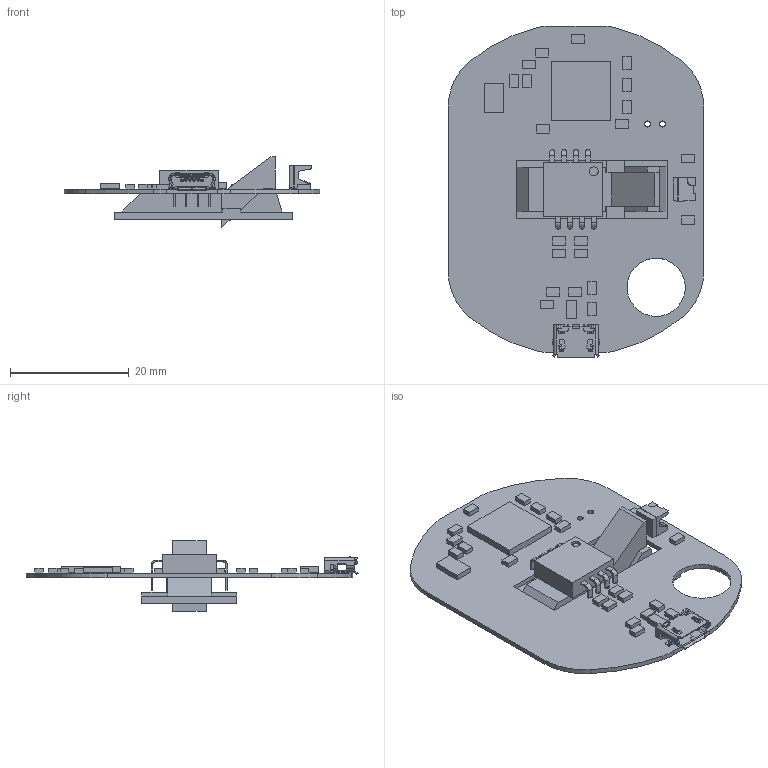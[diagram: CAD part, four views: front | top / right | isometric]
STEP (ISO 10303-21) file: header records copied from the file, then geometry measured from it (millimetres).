
FILE_DESCRIPTION(('Open CASCADE Model'),'2;1');
FILE_NAME('Open CASCADE Shape Model','2021-01-24T23:52:28',('Author'),( 'Open CASCADE'),'Open CASCADE STEP processor 6.8','Open CASCADE 6.8' ,'Unknown');
FILE_SCHEMA(('AUTOMOTIVE_DESIGN { 1 0 10303 214 1 1 1 1 }'));
Length unit declared in the file: millimetre
Products named in the file (46): PCB; Board; Open CASCADE STEP translator 6.8 1.1.1; USB.Z.1; 6040080464; Extruded; USB.R.7; 6040082704; USB.R.6; 6040083104; USB.J.2; 10118192C; USB.FB.3; USB.FB.2; USB.FB.1; MOS.U.2; ADNS-5050; ADNS-5050-Optic; MOS.R.4; MOS.R.3; MOS.D.1; LS_A67F_20091130_geometry_RGB15987699; MOS.C.11; MOS.C.10; MOS.C.3; MOS.C.2; MCU.Y.1; 6176218576; MCU.U.1; 6040081264; MCU.R.5; MCU.R.1; MCU.C.22; MCU.C.9; MCU.C.8; MCU.C.7; MCU.C.6; MCU.C.5; MCU.C.4; MCU.C.1
Assembly tree (65 placements, depth 4):
  PCB
    Board
      Open CASCADE STEP translator 6.8 1.1.1
    USB.Z.1
      6040080464
        Extruded
    USB.R.7
      6040082704
        Extruded
    USB.R.6
      6040083104
        Extruded
    USB.J.2
      10118192C
    USB.FB.3
      6040082704
        Extruded
    USB.FB.2
      6040083104
        Extruded
    USB.FB.1
      6040083104
        Extruded
    MOS.U.2
      ADNS-5050
        ADNS-5050
        ADNS-5050-Optic
    MOS.R.4
      6040083104
        Extruded
    MOS.R.3
      6040083104
        Extruded
    MOS.D.1
      LS_A67F_20091130_geometry_RGB15987699  x2
      LS_A67F_20091130_geometry_RGB15987699
    MOS.C.11
      6040083104
        Extruded
    MOS.C.10
      6040083104
        Extruded
    MOS.C.3
      6040083104
        Extruded
    MOS.C.2
      6040083104
        Extruded
    MCU.Y.1
      6176218576
        Extruded
    MCU.U.1
      6040081264
        Extruded
    MCU.R.5
      6040083104
        Extruded
    MCU.R.1
      6040083104
        Extruded
Bounding box: 43 x 55.9 x 11.85 mm (x, y, z)
Volume: 3126.8 mm3; surface area: 7026.6 mm2
Topology: 30 solids, 658 shells, 1224 faces, 5050 edges, 4527 vertices
Faces by surface type: bspline 620, plane 445, cylinder 144, cone 7, torus 4, sphere 4
Full cylindrical faces by diameter (mm): 0.8 x8, 1.016 x8, 9.8 x1
Entity records: 58595 total; most frequent: CARTESIAN_POINT 20397, DIRECTION 6451, ORIENTED_EDGE 5654, EDGE_CURVE 4597, VERTEX_POINT 4232, LINE 3265, VECTOR 3265, AXIS2_PLACEMENT_3D 1593
